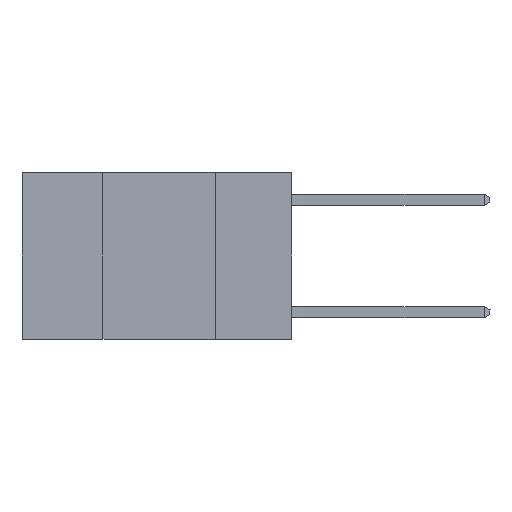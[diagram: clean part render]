
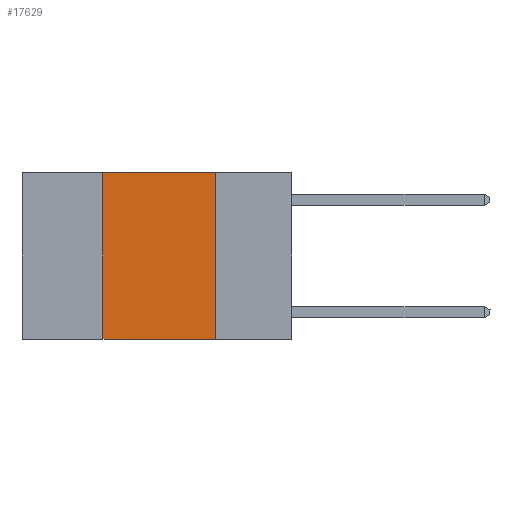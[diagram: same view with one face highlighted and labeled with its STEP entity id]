
A CAD part, left-side view. The second image highlights one B-rep face of the part: STEP entity #17629.
In plain terms, the highlighted planar face has unit normal (-1, 0, 0).
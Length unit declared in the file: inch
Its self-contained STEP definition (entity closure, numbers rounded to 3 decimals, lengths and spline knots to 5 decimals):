
#394 = CARTESIAN_POINT ( 'NONE',  ( 0., 0.17, 0. ) ) ;
#851 = CARTESIAN_POINT ( 'NONE',  ( 0., 0.42, 0. ) ) ;
#1283 = DIRECTION ( 'NONE',  ( 0., -1., 0. ) ) ;
#1514 = ORIENTED_EDGE ( 'NONE', *, *, #14715, .F. ) ;
#2029 = CARTESIAN_POINT ( 'NONE',  ( 0., 0.17, -0.37 ) ) ;
#2618 = VERTEX_POINT ( 'NONE', #15792 ) ;
#4212 = ORIENTED_EDGE ( 'NONE', *, *, #17699, .F. ) ;
#4635 = CARTESIAN_POINT ( 'NONE',  ( 0., 0.6, -0.37 ) ) ;
#5142 = PLANE ( 'NONE',  #19095 ) ;
#5342 = EDGE_LOOP ( 'NONE', ( #1514, #18351, #4212, #17883 ) ) ;
#5364 = VERTEX_POINT ( 'NONE', #19027 ) ;
#6607 = CARTESIAN_POINT ( 'NONE',  ( 0., 0.42, 0. ) ) ;
#8230 = DIRECTION ( 'NONE',  ( 0., 0., -1. ) ) ;
#9361 = LINE ( 'NONE', #851, #13346 ) ;
#9826 = VECTOR ( 'NONE', #12425, 39.37008 ) ;
#9914 = VECTOR ( 'NONE', #15253, 39.37008 ) ;
#9951 = DIRECTION ( 'NONE',  ( 0., 0., 1. ) ) ;
#10282 = VECTOR ( 'NONE', #1283, 39.37008 ) ;
#11678 = EDGE_CURVE ( 'NONE', #2618, #18095, #17893, .T. ) ;
#12425 = DIRECTION ( 'NONE',  ( 0., 0., -1. ) ) ;
#13346 = VECTOR ( 'NONE', #9951, 39.37008 ) ;
#13817 = LINE ( 'NONE', #394, #9826 ) ;
#14170 = VERTEX_POINT ( 'NONE', #6607 ) ;
#14715 = EDGE_CURVE ( 'NONE', #5364, #18095, #13817, .T. ) ;
#14759 = LINE ( 'NONE', #19301, #10282 ) ;
#15130 = EDGE_CURVE ( 'NONE', #14170, #5364, #14759, .T. ) ;
#15253 = DIRECTION ( 'NONE',  ( 0., -1., 0. ) ) ;
#15752 = CARTESIAN_POINT ( 'NONE',  ( 0., 0.6, 0. ) ) ;
#15792 = CARTESIAN_POINT ( 'NONE',  ( 0., 0.42, -0.37 ) ) ;
#17233 = DIRECTION ( 'NONE',  ( 1., 0., 0. ) ) ;
#17629 = ADVANCED_FACE ( 'NONE', ( #18284 ), #5142, .F. ) ;
#17699 = EDGE_CURVE ( 'NONE', #2618, #14170, #9361, .T. ) ;
#17883 = ORIENTED_EDGE ( 'NONE', *, *, #11678, .T. ) ;
#17893 = LINE ( 'NONE', #4635, #9914 ) ;
#18095 = VERTEX_POINT ( 'NONE', #2029 ) ;
#18284 = FACE_OUTER_BOUND ( 'NONE', #5342, .T. ) ;
#18351 = ORIENTED_EDGE ( 'NONE', *, *, #15130, .F. ) ;
#19027 = CARTESIAN_POINT ( 'NONE',  ( 0., 0.17, 0. ) ) ;
#19095 = AXIS2_PLACEMENT_3D ( 'NONE', #15752, #17233, #8230 ) ;
#19301 = CARTESIAN_POINT ( 'NONE',  ( 0., 0.6, 0. ) ) ;
